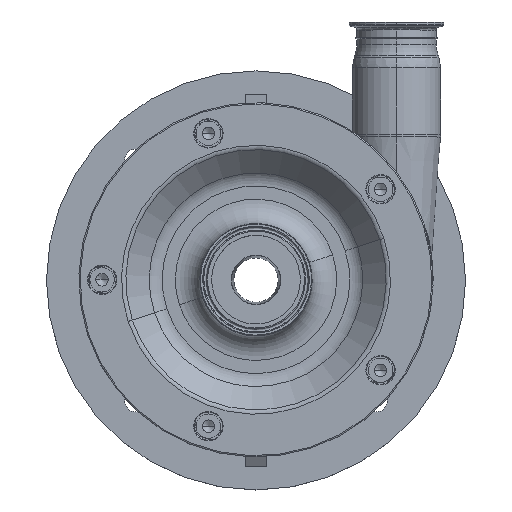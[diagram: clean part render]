
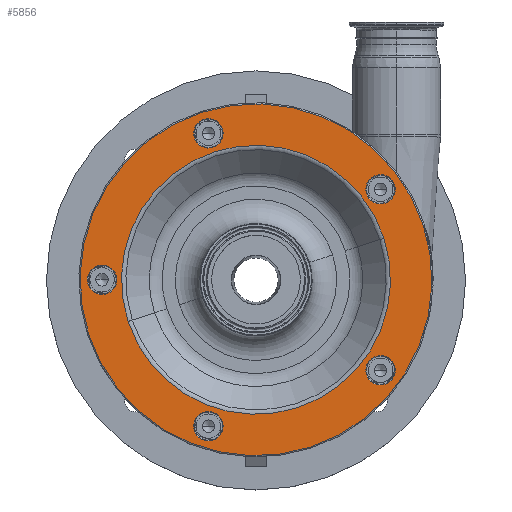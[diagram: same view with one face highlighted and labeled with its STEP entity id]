
A CAD part, top view. The second image highlights one B-rep face of the part: STEP entity #5856.
In plain terms, the highlighted planar face has unit normal (0, 0, 1).
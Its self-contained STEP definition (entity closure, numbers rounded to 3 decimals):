
#281 = CIRCLE ( 'NONE', #9973, 110.071 ) ;
#300 = DIRECTION ( 'NONE',  ( 0.951, 0.309, 0. ) ) ;
#871 = VERTEX_POINT ( 'NONE', #16787 ) ;
#885 = EDGE_CURVE ( 'NONE', #12332, #8227, #1154, .T. ) ;
#928 = EDGE_CURVE ( 'NONE', #5389, #15354, #13593, .T. ) ;
#1123 = VERTEX_POINT ( 'NONE', #15841 ) ;
#1154 = CIRCLE ( 'NONE', #10287, 12. ) ;
#1341 = DIRECTION ( 'NONE',  ( 0., 0., 1. ) ) ;
#1431 = CARTESIAN_POINT ( 'NONE',  ( 101.936, 74.061, 326.5 ) ) ;
#1467 = CIRCLE ( 'NONE', #2842, 110.071 ) ;
#1584 = DIRECTION ( 'NONE',  ( 0.951, 0.309, 0. ) ) ;
#1641 = ORIENTED_EDGE ( 'NONE', *, *, #4058, .F. ) ;
#1975 = EDGE_CURVE ( 'NONE', #2575, #8161, #7458, .T. ) ;
#1987 = CARTESIAN_POINT ( 'NONE',  ( 90.523, 70.353, 326.5 ) ) ;
#2043 = DIRECTION ( 'NONE',  ( 0., 0., -1. ) ) ;
#2084 = DIRECTION ( 'NONE',  ( 0.951, 0.309, 0. ) ) ;
#2250 = CARTESIAN_POINT ( 'NONE',  ( -38.936, 119.833, 326.5 ) ) ;
#2559 = DIRECTION ( 'NONE',  ( 0.951, 0.309, 0. ) ) ;
#2575 = VERTEX_POINT ( 'NONE', #13391 ) ;
#2842 = AXIS2_PLACEMENT_3D ( 'NONE', #11623, #15671, #10315 ) ;
#3237 = CARTESIAN_POINT ( 'NONE',  ( 101.936, 74.061, 326.5 ) ) ;
#3263 = CARTESIAN_POINT ( 'NONE',  ( 90.523, -77.769, 326.5 ) ) ;
#3367 = CARTESIAN_POINT ( 'NONE',  ( -38.936, 119.833, 326.5 ) ) ;
#3749 = EDGE_LOOP ( 'NONE', ( #15125, #15239 ) ) ;
#3816 = DIRECTION ( 'NONE',  ( 0.951, 0.309, 0. ) ) ;
#4007 = DIRECTION ( 'NONE',  ( 0., 0., 1. ) ) ;
#4058 = EDGE_CURVE ( 'NONE', #8227, #12332, #15162, .T. ) ;
#4156 = EDGE_CURVE ( 'NONE', #15354, #5389, #12694, .T. ) ;
#4233 = CARTESIAN_POINT ( 'NONE',  ( 0., 0., 326.5 ) ) ;
#4387 = CARTESIAN_POINT ( 'NONE',  ( -38.936, -119.833, 326.5 ) ) ;
#4430 = CARTESIAN_POINT ( 'NONE',  ( -27.523, -116.125, 326.5 ) ) ;
#4503 = PLANE ( 'NONE',  #16019 ) ;
#4540 = VERTEX_POINT ( 'NONE', #14351 ) ;
#4719 = ORIENTED_EDGE ( 'NONE', *, *, #15235, .F. ) ;
#4763 = DIRECTION ( 'NONE',  ( -0.951, -0.309, 0. ) ) ;
#4861 = EDGE_CURVE ( 'NONE', #871, #4540, #16584, .T. ) ;
#4876 = EDGE_CURVE ( 'NONE', #8161, #2575, #12454, .T. ) ;
#5066 = CARTESIAN_POINT ( 'NONE',  ( -38.936, -119.833, 326.5 ) ) ;
#5164 = VERTEX_POINT ( 'NONE', #5768 ) ;
#5201 = CARTESIAN_POINT ( 'NONE',  ( -126., 0., 326.5 ) ) ;
#5389 = VERTEX_POINT ( 'NONE', #13601 ) ;
#5711 = DIRECTION ( 'NONE',  ( 0., 0., 1. ) ) ;
#5712 = FACE_BOUND ( 'NONE', #16500, .T. ) ;
#5755 = ORIENTED_EDGE ( 'NONE', *, *, #10926, .T. ) ;
#5766 = DIRECTION ( 'NONE',  ( 0.951, 0.309, 0. ) ) ;
#5768 = CARTESIAN_POINT ( 'NONE',  ( -114.587, 3.708, 326.5 ) ) ;
#5789 = DIRECTION ( 'NONE',  ( 0.951, 0.309, 0. ) ) ;
#5815 = EDGE_LOOP ( 'NONE', ( #5755, #16354 ) ) ;
#5856 = ADVANCED_FACE ( 'NONE', ( #14932, #5712, #7003, #12605, #8719, #12522, #8458 ), #4503, .F. ) ;
#6427 = DIRECTION ( 'NONE',  ( 0., 0., 1. ) ) ;
#6582 = ORIENTED_EDGE ( 'NONE', *, *, #12167, .F. ) ;
#6708 = CIRCLE ( 'NONE', #8862, 12. ) ;
#7003 = FACE_BOUND ( 'NONE', #16952, .T. ) ;
#7017 = CIRCLE ( 'NONE', #7834, 144. ) ;
#7409 = DIRECTION ( 'NONE',  ( 0.951, 0.309, 0. ) ) ;
#7458 = CIRCLE ( 'NONE', #10484, 12. ) ;
#7618 = CIRCLE ( 'NONE', #13969, 12. ) ;
#7699 = EDGE_CURVE ( 'NONE', #10831, #11037, #11621, .T. ) ;
#7810 = AXIS2_PLACEMENT_3D ( 'NONE', #2250, #6427, #10219 ) ;
#7834 = AXIS2_PLACEMENT_3D ( 'NONE', #4233, #1341, #11917 ) ;
#7852 = ORIENTED_EDGE ( 'NONE', *, *, #7699, .F. ) ;
#8024 = DIRECTION ( 'NONE',  ( 0., 0., 1. ) ) ;
#8161 = VERTEX_POINT ( 'NONE', #1987 ) ;
#8227 = VERTEX_POINT ( 'NONE', #11172 ) ;
#8265 = AXIS2_PLACEMENT_3D ( 'NONE', #4387, #9644, #5766 ) ;
#8458 = FACE_BOUND ( 'NONE', #16875, .T. ) ;
#8536 = CARTESIAN_POINT ( 'NONE',  ( 113.349, -70.353, 326.5 ) ) ;
#8679 = DIRECTION ( 'NONE',  ( 0., 0., 1. ) ) ;
#8719 = FACE_BOUND ( 'NONE', #12571, .T. ) ;
#8758 = DIRECTION ( 'NONE',  ( 0.951, 0.309, 0. ) ) ;
#8783 = DIRECTION ( 'NONE',  ( 0., 0., 1. ) ) ;
#8791 = ORIENTED_EDGE ( 'NONE', *, *, #885, .F. ) ;
#8862 = AXIS2_PLACEMENT_3D ( 'NONE', #13415, #4007, #3816 ) ;
#9098 = ORIENTED_EDGE ( 'NONE', *, *, #4156, .F. ) ;
#9644 = DIRECTION ( 'NONE',  ( 0., 0., 1. ) ) ;
#9758 = DIRECTION ( 'NONE',  ( 0.951, 0.309, 0. ) ) ;
#9973 = AXIS2_PLACEMENT_3D ( 'NONE', #11683, #15984, #11842 ) ;
#10219 = DIRECTION ( 'NONE',  ( 0.951, 0.309, 0. ) ) ;
#10269 = ORIENTED_EDGE ( 'NONE', *, *, #16522, .F. ) ;
#10287 = AXIS2_PLACEMENT_3D ( 'NONE', #5066, #11344, #8758 ) ;
#10315 = DIRECTION ( 'NONE',  ( 0.951, 0.309, 0. ) ) ;
#10473 = VERTEX_POINT ( 'NONE', #11095 ) ;
#10484 = AXIS2_PLACEMENT_3D ( 'NONE', #1431, #8024, #2559 ) ;
#10504 = AXIS2_PLACEMENT_3D ( 'NONE', #3237, #5711, #5789 ) ;
#10522 = CARTESIAN_POINT ( 'NONE',  ( -126., 0., 326.5 ) ) ;
#10586 = AXIS2_PLACEMENT_3D ( 'NONE', #10522, #10771, #1584 ) ;
#10677 = ORIENTED_EDGE ( 'NONE', *, *, #15665, .F. ) ;
#10771 = DIRECTION ( 'NONE',  ( 0., 0., 1. ) ) ;
#10831 = VERTEX_POINT ( 'NONE', #3263 ) ;
#10926 = EDGE_CURVE ( 'NONE', #4540, #871, #7017, .T. ) ;
#10992 = CARTESIAN_POINT ( 'NONE',  ( -50.349, 116.125, 326.5 ) ) ;
#11037 = VERTEX_POINT ( 'NONE', #8536 ) ;
#11067 = AXIS2_PLACEMENT_3D ( 'NONE', #15103, #15193, #9758 ) ;
#11095 = CARTESIAN_POINT ( 'NONE',  ( -104.684, -34.014, 326.5 ) ) ;
#11172 = CARTESIAN_POINT ( 'NONE',  ( -50.349, -123.541, 326.5 ) ) ;
#11252 = ORIENTED_EDGE ( 'NONE', *, *, #14831, .F. ) ;
#11344 = DIRECTION ( 'NONE',  ( 0., 0., 1. ) ) ;
#11621 = CIRCLE ( 'NONE', #15474, 12. ) ;
#11623 = CARTESIAN_POINT ( 'NONE',  ( 0., 0., 326.5 ) ) ;
#11683 = CARTESIAN_POINT ( 'NONE',  ( 0., 0., 326.5 ) ) ;
#11842 = DIRECTION ( 'NONE',  ( 0.951, 0.309, 0. ) ) ;
#11917 = DIRECTION ( 'NONE',  ( 0.951, 0.309, 0. ) ) ;
#12143 = VERTEX_POINT ( 'NONE', #16678 ) ;
#12167 = EDGE_CURVE ( 'NONE', #5164, #12143, #7618, .T. ) ;
#12241 = CIRCLE ( 'NONE', #10586, 12. ) ;
#12332 = VERTEX_POINT ( 'NONE', #4430 ) ;
#12454 = CIRCLE ( 'NONE', #10504, 12. ) ;
#12522 = FACE_OUTER_BOUND ( 'NONE', #5815, .T. ) ;
#12571 = EDGE_LOOP ( 'NONE', ( #10269, #10677 ) ) ;
#12605 = FACE_BOUND ( 'NONE', #15730, .T. ) ;
#12694 = CIRCLE ( 'NONE', #14884, 12. ) ;
#13391 = CARTESIAN_POINT ( 'NONE',  ( 113.349, 77.769, 326.5 ) ) ;
#13415 = CARTESIAN_POINT ( 'NONE',  ( 101.936, -74.061, 326.5 ) ) ;
#13593 = CIRCLE ( 'NONE', #7810, 12. ) ;
#13601 = CARTESIAN_POINT ( 'NONE',  ( -27.523, 123.541, 326.5 ) ) ;
#13827 = ORIENTED_EDGE ( 'NONE', *, *, #928, .F. ) ;
#13969 = AXIS2_PLACEMENT_3D ( 'NONE', #5201, #15808, #300 ) ;
#14351 = CARTESIAN_POINT ( 'NONE',  ( 136.952, 44.498, 326.5 ) ) ;
#14831 = EDGE_CURVE ( 'NONE', #12143, #5164, #12241, .T. ) ;
#14884 = AXIS2_PLACEMENT_3D ( 'NONE', #3367, #8679, #2084 ) ;
#14932 = FACE_BOUND ( 'NONE', #3749, .T. ) ;
#15103 = CARTESIAN_POINT ( 'NONE',  ( 0., 0., 326.5 ) ) ;
#15125 = ORIENTED_EDGE ( 'NONE', *, *, #1975, .F. ) ;
#15162 = CIRCLE ( 'NONE', #8265, 12. ) ;
#15193 = DIRECTION ( 'NONE',  ( 0., 0., 1. ) ) ;
#15235 = EDGE_CURVE ( 'NONE', #11037, #10831, #6708, .T. ) ;
#15239 = ORIENTED_EDGE ( 'NONE', *, *, #4876, .F. ) ;
#15279 = CARTESIAN_POINT ( 'NONE',  ( 101.936, -74.061, 326.5 ) ) ;
#15354 = VERTEX_POINT ( 'NONE', #10992 ) ;
#15474 = AXIS2_PLACEMENT_3D ( 'NONE', #15279, #8783, #7409 ) ;
#15665 = EDGE_CURVE ( 'NONE', #10473, #1123, #281, .T. ) ;
#15671 = DIRECTION ( 'NONE',  ( 0., 0., 1. ) ) ;
#15730 = EDGE_LOOP ( 'NONE', ( #13827, #9098 ) ) ;
#15808 = DIRECTION ( 'NONE',  ( 0., 0., 1. ) ) ;
#15841 = CARTESIAN_POINT ( 'NONE',  ( 104.684, 34.014, 326.5 ) ) ;
#15984 = DIRECTION ( 'NONE',  ( 0., 0., 1. ) ) ;
#16019 = AXIS2_PLACEMENT_3D ( 'NONE', #16242, #2043, #4763 ) ;
#16242 = CARTESIAN_POINT ( 'NONE',  ( -44.498, 136.952, 326.5 ) ) ;
#16354 = ORIENTED_EDGE ( 'NONE', *, *, #4861, .T. ) ;
#16500 = EDGE_LOOP ( 'NONE', ( #4719, #7852 ) ) ;
#16522 = EDGE_CURVE ( 'NONE', #1123, #10473, #1467, .T. ) ;
#16584 = CIRCLE ( 'NONE', #11067, 144. ) ;
#16678 = CARTESIAN_POINT ( 'NONE',  ( -137.413, -3.708, 326.5 ) ) ;
#16787 = CARTESIAN_POINT ( 'NONE',  ( -136.952, -44.498, 326.5 ) ) ;
#16875 = EDGE_LOOP ( 'NONE', ( #6582, #11252 ) ) ;
#16952 = EDGE_LOOP ( 'NONE', ( #8791, #1641 ) ) ;
